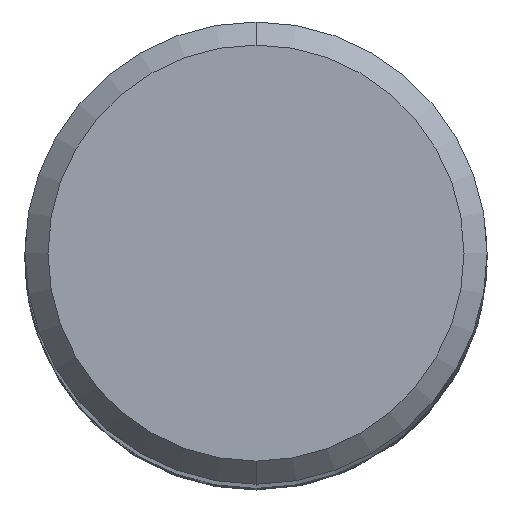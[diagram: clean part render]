
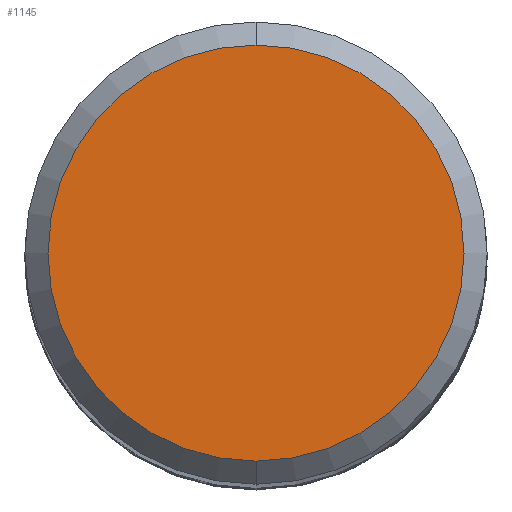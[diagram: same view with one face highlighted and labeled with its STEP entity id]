
A CAD part, top view. The second image highlights one B-rep face of the part: STEP entity #1145.
In plain terms, the highlighted planar face has unit normal (0, 0, 1).
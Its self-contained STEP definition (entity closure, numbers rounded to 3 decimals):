
#501=EDGE_CURVE('',#745,#1139,#1406,.T.);
#745=VERTEX_POINT('',#1674);
#763=EDGE_CURVE('',#1139,#745,#1692,.T.);
#1139=VERTEX_POINT('',#2101);
#1145=ADVANCED_FACE('',(#2107),#2108,.T.);
#1406=CIRCLE('',#2399,3.6);
#1674=CARTESIAN_POINT('',(0.0,3.6,0.0));
#1692=CIRCLE('',#5544,3.6);
#2101=CARTESIAN_POINT('',(0.,-3.6,0.0));
#2107=FACE_OUTER_BOUND('',#10118,.T.);
#2108=PLANE('',#10119);
#2399=AXIS2_PLACEMENT_3D('',#13328,#13329,#13330);
#5544=AXIS2_PLACEMENT_3D('',#13602,#13603,#13604);
#10118=EDGE_LOOP('',(#13987,#13988));
#10119=AXIS2_PLACEMENT_3D('',#13989,#13990,#13991);
#13328=CARTESIAN_POINT('',(0.0,0.0,0.0));
#13329=DIRECTION('',(0.0,0.0,-1.0));
#13330=DIRECTION('',(0.0,1.0,0.0));
#13602=CARTESIAN_POINT('',(0.0,0.0,0.0));
#13603=DIRECTION('',(0.0,0.0,-1.0));
#13604=DIRECTION('',(0.0,1.0,0.0));
#13987=ORIENTED_EDGE('',*,*,#501,.F.);
#13988=ORIENTED_EDGE('',*,*,#763,.F.);
#13989=CARTESIAN_POINT('',(0.0,1.8,0.0));
#13990=DIRECTION('',(-0.0,0.0,1.0));
#13991=DIRECTION('',(0.0,-1.0,0.0));
